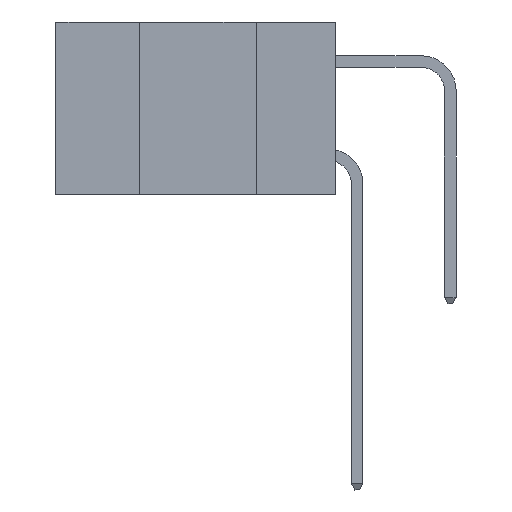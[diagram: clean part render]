
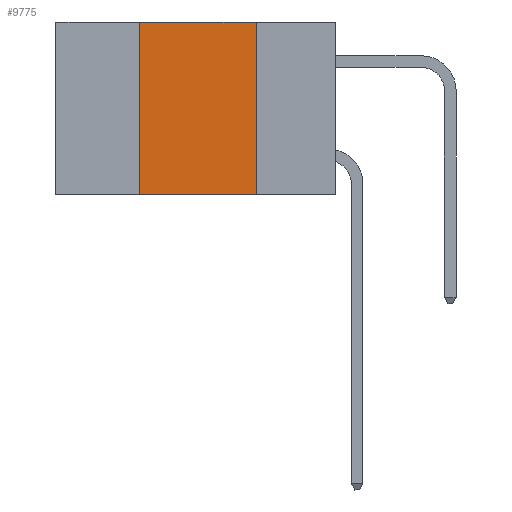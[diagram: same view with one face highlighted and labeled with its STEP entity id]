
A CAD part, left-side view. The second image highlights one B-rep face of the part: STEP entity #9775.
In plain terms, the highlighted planar face has unit normal (-1, 0, 0).
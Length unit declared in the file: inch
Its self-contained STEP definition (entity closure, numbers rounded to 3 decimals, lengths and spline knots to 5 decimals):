
#370 = VECTOR ( 'NONE', #8426, 39.37008 ) ;
#807 = AXIS2_PLACEMENT_3D ( 'NONE', #8273, #12027, #903 ) ;
#903 = DIRECTION ( 'NONE',  ( 0., 0., -1. ) ) ;
#1274 = CARTESIAN_POINT ( 'NONE',  ( 0., 0.6, -0.37 ) ) ;
#1651 = ORIENTED_EDGE ( 'NONE', *, *, #17444, .F. ) ;
#2224 = ORIENTED_EDGE ( 'NONE', *, *, #20487, .F. ) ;
#2484 = DIRECTION ( 'NONE',  ( 0., -1., 0. ) ) ;
#5074 = LINE ( 'NONE', #15374, #14349 ) ;
#5417 = CARTESIAN_POINT ( 'NONE',  ( 0., 0.42, 0. ) ) ;
#5428 = CARTESIAN_POINT ( 'NONE',  ( 0., 0.17, -0.37 ) ) ;
#5505 = CARTESIAN_POINT ( 'NONE',  ( 0., 0.42, -0.37 ) ) ;
#5981 = ORIENTED_EDGE ( 'NONE', *, *, #15033, .T. ) ;
#6562 = CARTESIAN_POINT ( 'NONE',  ( 0., 0.42, 0. ) ) ;
#6766 = CARTESIAN_POINT ( 'NONE',  ( 0., 0.17, 0. ) ) ;
#8180 = LINE ( 'NONE', #21019, #21479 ) ;
#8273 = CARTESIAN_POINT ( 'NONE',  ( 0., 0.6, 0. ) ) ;
#8426 = DIRECTION ( 'NONE',  ( 0., 0., 1. ) ) ;
#8544 = LINE ( 'NONE', #1274, #12333 ) ;
#9220 = VERTEX_POINT ( 'NONE', #6766 ) ;
#9450 = VERTEX_POINT ( 'NONE', #5505 ) ;
#9775 = ADVANCED_FACE ( 'NONE', ( #12284 ), #17379, .F. ) ;
#10251 = LINE ( 'NONE', #6562, #370 ) ;
#12027 = DIRECTION ( 'NONE',  ( 1., 0., 0. ) ) ;
#12284 = FACE_OUTER_BOUND ( 'NONE', #20622, .T. ) ;
#12333 = VECTOR ( 'NONE', #16011, 39.37008 ) ;
#13056 = VERTEX_POINT ( 'NONE', #5428 ) ;
#14349 = VECTOR ( 'NONE', #2484, 39.37008 ) ;
#15033 = EDGE_CURVE ( 'NONE', #9450, #13056, #8544, .T. ) ;
#15374 = CARTESIAN_POINT ( 'NONE',  ( 0., 0.6, 0. ) ) ;
#15846 = VERTEX_POINT ( 'NONE', #5417 ) ;
#16011 = DIRECTION ( 'NONE',  ( 0., -1., 0. ) ) ;
#16255 = EDGE_CURVE ( 'NONE', #9450, #15846, #10251, .T. ) ;
#17379 = PLANE ( 'NONE',  #807 ) ;
#17444 = EDGE_CURVE ( 'NONE', #9220, #13056, #8180, .T. ) ;
#20487 = EDGE_CURVE ( 'NONE', #15846, #9220, #5074, .T. ) ;
#20495 = ORIENTED_EDGE ( 'NONE', *, *, #16255, .F. ) ;
#20622 = EDGE_LOOP ( 'NONE', ( #1651, #2224, #20495, #5981 ) ) ;
#21019 = CARTESIAN_POINT ( 'NONE',  ( 0., 0.17, 0. ) ) ;
#21479 = VECTOR ( 'NONE', #22825, 39.37008 ) ;
#22825 = DIRECTION ( 'NONE',  ( 0., 0., -1. ) ) ;
